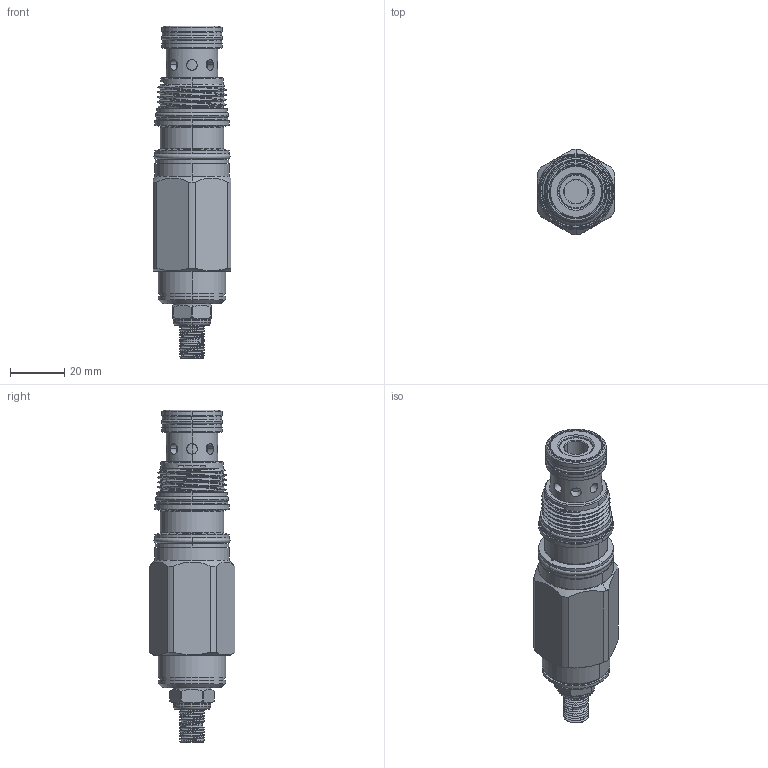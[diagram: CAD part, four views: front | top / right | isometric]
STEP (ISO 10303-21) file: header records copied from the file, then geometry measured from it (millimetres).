
FILE_DESCRIPTION (( 'STEP AP203' ), '1' );
FILE_NAME ('PD2A3J-L.STEP', '2020-03-23T02:41:13', ( '' ), ( '' ), 'SwSTEP 2.0', 'SolidWorks 2018', '' );
FILE_SCHEMA (( 'CONFIG_CONTROL_DESIGN' ));
Length unit declared in the file: millimetre
Products named in the file (1): PD2A3J-L
Bounding box: 28.57 x 31.6 x 122.34 mm (x, y, z)
Volume: 55080.8 mm3; surface area: 15715.8 mm2
Topology: 7 solids, 15 shells, 372 faces, 856 edges, 536 vertices
Faces by surface type: cylinder 192, plane 80, torus 48, cone 46, bspline 6
Entity records: 16000 total; most frequent: CARTESIAN_POINT 7609, DIRECTION 1798, ORIENTED_EDGE 1708, EDGE_CURVE 854, AXIS2_PLACEMENT_3D 764, VERTEX_POINT 536, EDGE_LOOP 422, CIRCLE 397
